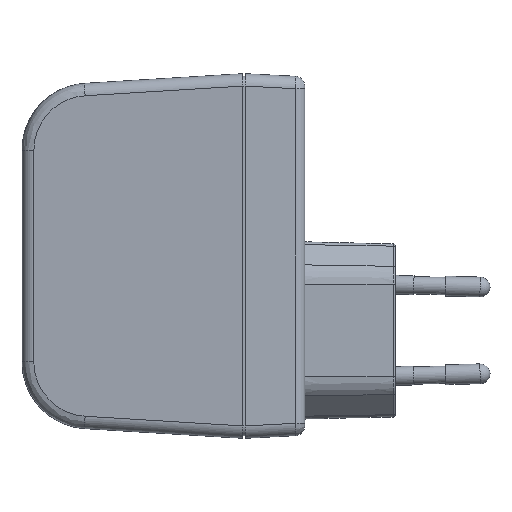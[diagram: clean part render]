
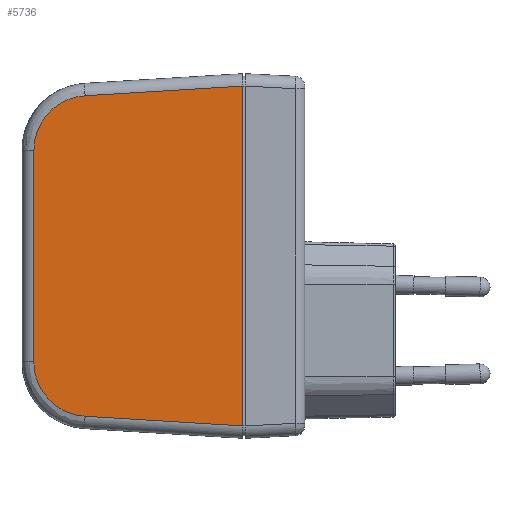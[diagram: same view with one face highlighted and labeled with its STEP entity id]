
A CAD part, left-side view. The second image highlights one B-rep face of the part: STEP entity #5736.
In plain terms, the highlighted face is planar.
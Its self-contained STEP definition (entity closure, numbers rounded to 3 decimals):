
#69=DIRECTION('',(0.061,0.997,-0.044));
#70=VECTOR('',#69,31.87);
#71=CARTESIAN_POINT('',(-34.251,0.5,17.5));
#72=LINE('',#71,#70);
#73=CARTESIAN_POINT('',(-32.308,32.281,16.112));
#74=CARTESIAN_POINT('',(-32.308,32.287,16.112));
#75=CARTESIAN_POINT('',(-32.285,32.659,16.096));
#76=CARTESIAN_POINT('',(-32.121,34.091,16.033));
#77=CARTESIAN_POINT('',(-31.393,36.375,15.934));
#78=CARTESIAN_POINT('',(-29.603,39.122,15.814));
#79=CARTESIAN_POINT('',(-26.818,41.39,15.715));
#80=CARTESIAN_POINT('',(-23.837,42.452,15.668));
#81=CARTESIAN_POINT('',(-21.934,42.609,15.661));
#82=CARTESIAN_POINT('',(-21.329,42.609,15.661));
#84=CARTESIAN_POINT('',(21.329,42.609,15.661));
#85=CARTESIAN_POINT('',(21.653,42.609,15.661));
#86=CARTESIAN_POINT('',(22.3,42.58,15.663));
#87=CARTESIAN_POINT('',(23.273,42.45,15.668));
#88=CARTESIAN_POINT('',(24.232,42.234,15.678));
#89=CARTESIAN_POINT('',(25.168,41.932,15.691));
#90=CARTESIAN_POINT('',(26.07,41.55,15.708));
#91=CARTESIAN_POINT('',(26.935,41.089,15.728));
#92=CARTESIAN_POINT('',(27.756,40.553,15.751));
#93=CARTESIAN_POINT('',(28.527,39.946,15.778));
#94=CARTESIAN_POINT('',(29.242,39.271,15.807));
#95=CARTESIAN_POINT('',(29.891,38.538,15.839));
#96=CARTESIAN_POINT('',(30.471,37.752,15.874));
#97=CARTESIAN_POINT('',(30.981,36.916,15.91));
#98=CARTESIAN_POINT('',(31.413,36.04,15.948));
#99=CARTESIAN_POINT('',(31.766,35.132,15.988));
#100=CARTESIAN_POINT('',(32.035,34.198,16.029));
#101=CARTESIAN_POINT('',(32.222,33.232,16.071));
#102=CARTESIAN_POINT('',(32.289,32.598,16.098));
#103=CARTESIAN_POINT('',(32.308,32.281,16.112));
#105=DIRECTION('',(0.061,-0.997,0.044));
#106=VECTOR('',#105,31.87);
#107=CARTESIAN_POINT('',(32.308,32.281,16.112));
#108=LINE('',#107,#106);
#109=DIRECTION('',(-1.,0.,0.));
#110=VECTOR('',#109,68.503);
#111=CARTESIAN_POINT('',(34.251,0.5,17.5));
#112=LINE('',#111,#110);
#123=DIRECTION('',(-1.,0.,0.));
#124=VECTOR('',#123,42.657);
#125=CARTESIAN_POINT('',(21.329,42.609,15.661));
#126=LINE('',#125,#124);
#223=CARTESIAN_POINT('',(34.251,0.5,17.5));
#4492=CARTESIAN_POINT('',(32.308,32.281,16.112));
#4493=VERTEX_POINT('',#4492);
#4494=VERTEX_POINT('',#223);
#4495=VERTEX_POINT('',#84);
#4496=CARTESIAN_POINT('',(-34.251,0.5,
17.5));
#4497=CARTESIAN_POINT('',(-32.308,32.281,16.112));
#4498=VERTEX_POINT('',#4496);
#4499=VERTEX_POINT('',#4497);
#4500=VERTEX_POINT('',#82);
#5719=CARTESIAN_POINT('',(-37.773,-0.493,
17.543));
#5720=DIRECTION('',(0.,0.044,0.999));
#5721=DIRECTION('',(1.,0.,0.));
#5722=AXIS2_PLACEMENT_3D('',#5719,#5720,#5721);
#5723=PLANE('',#5722);
#5725=ORIENTED_EDGE('',*,*,#5724,.T.);
#5727=ORIENTED_EDGE('',*,*,#5726,.T.);
#5729=ORIENTED_EDGE('',*,*,#5728,.F.);
#5730=ORIENTED_EDGE('',*,*,#5711,.T.);
#5731=ORIENTED_EDGE('',*,*,#5641,.T.);
#5733=ORIENTED_EDGE('',*,*,#5732,.T.);
#5734=EDGE_LOOP('',(#5725,#5727,#5729,#5730,#5731,#5733));
#5735=FACE_OUTER_BOUND('',#5734,.F.);
#5736=ADVANCED_FACE('',(#5735),#5723,.T.);
#83=B_SPLINE_CURVE_WITH_KNOTS('',3,(#73,#74,#75,#76,#77,#78,#79,#80,#81,#82),
.UNSPECIFIED.,.F.,.F.,(4,1,1,1,1,1,1,4),(0.,0.001,
0.072,0.25,0.438,0.656,
0.891,1.),.UNSPECIFIED.);
#104=B_SPLINE_CURVE_WITH_KNOTS('',3,(#84,#85,#86,#87,#88,#89,#90,#91,#92,#93,
#94,#95,#96,#97,#98,#99,#100,#101,#102,#103),.UNSPECIFIED.,.F.,.F.,(4,1,1,1,1,1,
1,1,1,1,1,1,1,1,1,1,1,4),(0.,0.059,0.118,
0.176,0.235,0.294,0.353,
0.412,0.471,0.529,0.588,
0.647,0.706,0.765,0.824,
0.882,0.941,1.),.UNSPECIFIED.);
#5641=EDGE_CURVE('',#4493,#4494,#108,.T.);
#5711=EDGE_CURVE('',#4495,#4493,#104,.T.);
#5724=EDGE_CURVE('',#4498,#4499,#72,.T.);
#5726=EDGE_CURVE('',#4499,#4500,#83,.T.);
#5728=EDGE_CURVE('',#4495,#4500,#126,.T.);
#5732=EDGE_CURVE('',#4494,#4498,#112,.T.);
